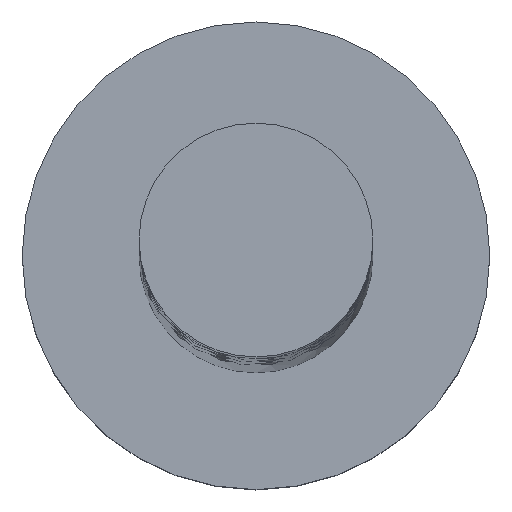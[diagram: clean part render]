
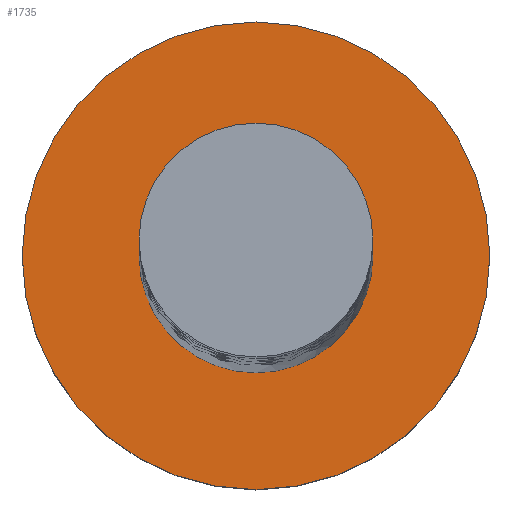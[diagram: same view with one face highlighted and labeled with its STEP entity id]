
A CAD part, top view. The second image highlights one B-rep face of the part: STEP entity #1735.
In plain terms, the highlighted planar face has unit normal (0, 0, 1).
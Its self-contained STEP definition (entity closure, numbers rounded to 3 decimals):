
#7 = VERTEX_POINT ( 'NONE', #96 ) ;
#13 = DIRECTION ( 'NONE',  ( 1., 0., 0. ) ) ;
#54 = CIRCLE ( 'NONE', #163, 3. ) ;
#74 = DIRECTION ( 'NONE',  ( 1., 0., 0. ) ) ;
#96 = CARTESIAN_POINT ( 'NONE',  ( 6., 0., 5. ) ) ;
#135 = CARTESIAN_POINT ( 'NONE',  ( 0., 0., 5. ) ) ;
#163 = AXIS2_PLACEMENT_3D ( 'NONE', #1551, #844, #1103 ) ;
#346 = AXIS2_PLACEMENT_3D ( 'NONE', #1469, #721, #13 ) ;
#420 = EDGE_CURVE ( 'NONE', #843, #1243, #54, .T. ) ;
#454 = ORIENTED_EDGE ( 'NONE', *, *, #1740, .T. ) ;
#474 = DIRECTION ( 'NONE',  ( 0., 0., 1. ) ) ;
#522 = EDGE_CURVE ( 'NONE', #1243, #843, #531, .T. ) ;
#531 = CIRCLE ( 'NONE', #1119, 3. ) ;
#627 = FACE_OUTER_BOUND ( 'NONE', #1193, .T. ) ;
#658 = ORIENTED_EDGE ( 'NONE', *, *, #522, .F. ) ;
#721 = DIRECTION ( 'NONE',  ( 0., 0., 1. ) ) ;
#758 = ORIENTED_EDGE ( 'NONE', *, *, #420, .F. ) ;
#773 = DIRECTION ( 'NONE',  ( 1., 0., 0. ) ) ;
#779 = EDGE_LOOP ( 'NONE', ( #758, #658 ) ) ;
#806 = EDGE_CURVE ( 'NONE', #7, #1208, #1207, .T. ) ;
#843 = VERTEX_POINT ( 'NONE', #880 ) ;
#844 = DIRECTION ( 'NONE',  ( 0., 0., 1. ) ) ;
#880 = CARTESIAN_POINT ( 'NONE',  ( -3., 0., 5. ) ) ;
#892 = CARTESIAN_POINT ( 'NONE',  ( 0., 0., 5. ) ) ;
#970 = AXIS2_PLACEMENT_3D ( 'NONE', #1489, #474, #74 ) ;
#1000 = AXIS2_PLACEMENT_3D ( 'NONE', #892, #1352, #773 ) ;
#1060 = FACE_BOUND ( 'NONE', #779, .T. ) ;
#1103 = DIRECTION ( 'NONE',  ( 1., 0., 0. ) ) ;
#1119 = AXIS2_PLACEMENT_3D ( 'NONE', #135, #1275, #1804 ) ;
#1146 = CARTESIAN_POINT ( 'NONE',  ( -6., 0., 5. ) ) ;
#1193 = EDGE_LOOP ( 'NONE', ( #454, #1415 ) ) ;
#1207 = CIRCLE ( 'NONE', #346, 6. ) ;
#1208 = VERTEX_POINT ( 'NONE', #1146 ) ;
#1243 = VERTEX_POINT ( 'NONE', #1375 ) ;
#1275 = DIRECTION ( 'NONE',  ( 0., 0., 1. ) ) ;
#1352 = DIRECTION ( 'NONE',  ( 0., 0., 1. ) ) ;
#1375 = CARTESIAN_POINT ( 'NONE',  ( 3., 0., 5. ) ) ;
#1415 = ORIENTED_EDGE ( 'NONE', *, *, #806, .T. ) ;
#1422 = CIRCLE ( 'NONE', #970, 6. ) ;
#1469 = CARTESIAN_POINT ( 'NONE',  ( 0., 0., 5. ) ) ;
#1489 = CARTESIAN_POINT ( 'NONE',  ( 0., 0., 5. ) ) ;
#1551 = CARTESIAN_POINT ( 'NONE',  ( 0., 0., 5. ) ) ;
#1735 = ADVANCED_FACE ( 'NONE', ( #1060, #627 ), #1743, .T. ) ;
#1740 = EDGE_CURVE ( 'NONE', #1208, #7, #1422, .T. ) ;
#1743 = PLANE ( 'NONE',  #1000 ) ;
#1804 = DIRECTION ( 'NONE',  ( 1., 0., 0. ) ) ;
